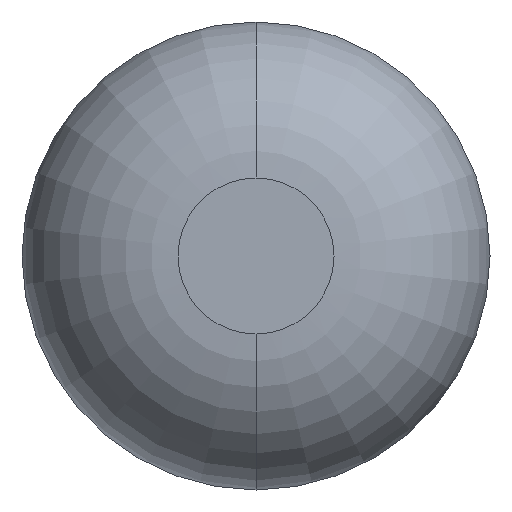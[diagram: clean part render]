
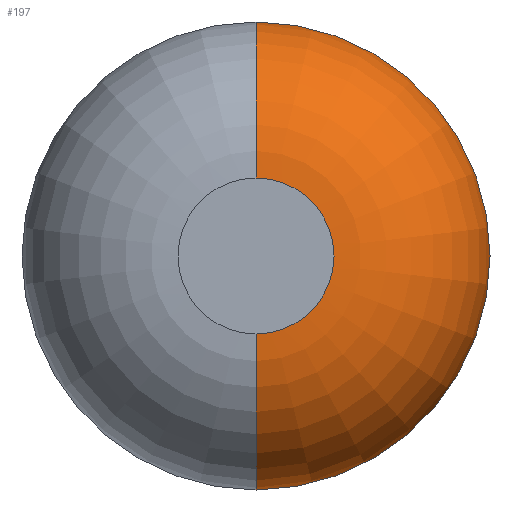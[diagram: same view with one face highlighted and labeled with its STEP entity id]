
A CAD part, front view. The second image highlights one B-rep face of the part: STEP entity #197.
In plain terms, the highlighted toroidal (fillet/blend) face has major radius 1.587 mm and minor radius 3.175 mm.
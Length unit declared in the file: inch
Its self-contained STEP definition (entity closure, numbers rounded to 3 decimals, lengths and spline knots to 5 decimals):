
#11 = AXIS2_PLACEMENT_3D ( 'NONE', #231, #358, #314 ) ;
#29 = DIRECTION ( 'NONE',  ( 0., -1., 0. ) ) ;
#31 = CARTESIAN_POINT ( 'NONE',  ( 0., 0., -0.0625 ) ) ;
#38 = VERTEX_POINT ( 'NONE', #169 ) ;
#39 = AXIS2_PLACEMENT_3D ( 'NONE', #191, #253, #287 ) ;
#54 = DIRECTION ( 'NONE',  ( 0., 0., -1. ) ) ;
#60 = CARTESIAN_POINT ( 'NONE',  ( 0., 0.125, 0.1875 ) ) ;
#65 = VERTEX_POINT ( 'NONE', #294 ) ;
#66 = CARTESIAN_POINT ( 'NONE',  ( 0., 0.125, 0. ) ) ;
#71 = CIRCLE ( 'NONE', #165, 0.125 ) ;
#80 = EDGE_CURVE ( 'NONE', #300, #65, #338, .T. ) ;
#93 = AXIS2_PLACEMENT_3D ( 'NONE', #66, #29, #174 ) ;
#103 = ORIENTED_EDGE ( 'NONE', *, *, #121, .T. ) ;
#108 = DIRECTION ( 'NONE',  ( 0., 0., 1. ) ) ;
#109 = ORIENTED_EDGE ( 'NONE', *, *, #185, .F. ) ;
#121 = EDGE_CURVE ( 'NONE', #341, #65, #71, .T. ) ;
#128 = AXIS2_PLACEMENT_3D ( 'NONE', #168, #316, #108 ) ;
#135 = DIRECTION ( 'NONE',  ( 1., 0., 0. ) ) ;
#136 = CIRCLE ( 'NONE', #128, 0.125 ) ;
#165 = AXIS2_PLACEMENT_3D ( 'NONE', #345, #135, #54 ) ;
#168 = CARTESIAN_POINT ( 'NONE',  ( 0., 0.125, -0.0625 ) ) ;
#169 = CARTESIAN_POINT ( 'NONE',  ( 0., 0.125, -0.1875 ) ) ;
#174 = DIRECTION ( 'NONE',  ( 0., 0., -1. ) ) ;
#185 = EDGE_CURVE ( 'NONE', #38, #300, #136, .T. ) ;
#191 = CARTESIAN_POINT ( 'NONE',  ( 0., 0., 0. ) ) ;
#197 = ADVANCED_FACE ( 'NONE', ( #312 ), #354, .T. ) ;
#231 = CARTESIAN_POINT ( 'NONE',  ( 0., 0.125, 0. ) ) ;
#249 = CIRCLE ( 'NONE', #93, 0.1875 ) ;
#253 = DIRECTION ( 'NONE',  ( 0., -1., 0. ) ) ;
#287 = DIRECTION ( 'NONE',  ( 0., 0., -1. ) ) ;
#294 = CARTESIAN_POINT ( 'NONE',  ( 0., 0., 0.0625 ) ) ;
#300 = VERTEX_POINT ( 'NONE', #31 ) ;
#312 = FACE_OUTER_BOUND ( 'NONE', #342, .T. ) ;
#314 = DIRECTION ( 'NONE',  ( 0., 0., -1. ) ) ;
#316 = DIRECTION ( 'NONE',  ( -1., 0., 0. ) ) ;
#338 = CIRCLE ( 'NONE', #39, 0.0625 ) ;
#341 = VERTEX_POINT ( 'NONE', #60 ) ;
#342 = EDGE_LOOP ( 'NONE', ( #367, #103, #373, #109 ) ) ;
#345 = CARTESIAN_POINT ( 'NONE',  ( 0., 0.125, 0.0625 ) ) ;
#354 = TOROIDAL_SURFACE ( 'NONE', #11, 0.0625, 0.125 ) ;
#358 = DIRECTION ( 'NONE',  ( 0., -1., 0. ) ) ;
#365 = EDGE_CURVE ( 'NONE', #38, #341, #249, .T. ) ;
#367 = ORIENTED_EDGE ( 'NONE', *, *, #365, .T. ) ;
#373 = ORIENTED_EDGE ( 'NONE', *, *, #80, .F. ) ;
